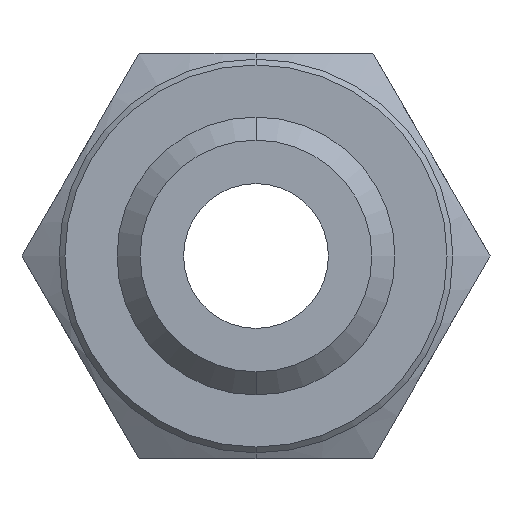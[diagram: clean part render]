
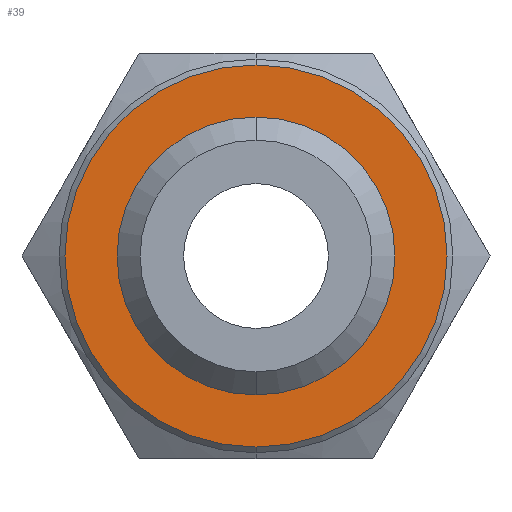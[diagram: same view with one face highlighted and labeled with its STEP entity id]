
A CAD part, front view. The second image highlights one B-rep face of the part: STEP entity #39.
In plain terms, the highlighted planar face has unit normal (0, -1, 0).
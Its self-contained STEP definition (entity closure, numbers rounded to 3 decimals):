
#28 = EDGE_CURVE ( 'NONE', #74, #410, #730, .T. ) ;
#39 = ADVANCED_FACE ( 'NONE', ( #753, #752 ), #763, .T. ) ;
#40 = EDGE_LOOP ( 'NONE', ( #42, #46 ) ) ;
#41 = EDGE_CURVE ( 'NONE', #410, #74, #780, .T. ) ;
#42 = ORIENTED_EDGE ( 'NONE', *, *, #129, .T. ) ;
#45 = EDGE_LOOP ( 'NONE', ( #47, #80 ) ) ;
#46 = ORIENTED_EDGE ( 'NONE', *, *, #333, .T. ) ;
#47 = ORIENTED_EDGE ( 'NONE', *, *, #28, .F. ) ;
#74 = VERTEX_POINT ( 'NONE', #797 ) ;
#80 = ORIENTED_EDGE ( 'NONE', *, *, #41, .F. ) ;
#129 = EDGE_CURVE ( 'NONE', #334, #329, #933, .T. ) ;
#278 = CIRCLE ( 'NONE', #298, 6.6 ) ;
#280 = DIRECTION ( 'NONE',  ( 0., -1., 0. ) ) ;
#281 = CARTESIAN_POINT ( 'NONE',  ( 0., 6., 0. ) ) ;
#293 = CARTESIAN_POINT ( 'NONE',  ( 0., 6., 6.6 ) ) ;
#294 = DIRECTION ( 'NONE',  ( 0., 0., -1. ) ) ;
#298 = AXIS2_PLACEMENT_3D ( 'NONE', #281, #280, #294 ) ;
#303 = CARTESIAN_POINT ( 'NONE',  ( 0., 6., -6.6 ) ) ;
#329 = VERTEX_POINT ( 'NONE', #303 ) ;
#333 = EDGE_CURVE ( 'NONE', #329, #334, #278, .T. ) ;
#334 = VERTEX_POINT ( 'NONE', #293 ) ;
#410 = VERTEX_POINT ( 'NONE', #672 ) ;
#586 = DIRECTION ( 'NONE',  ( 0., 0., -1. ) ) ;
#672 = CARTESIAN_POINT ( 'NONE',  ( 0., 6., 4.8 ) ) ;
#730 = CIRCLE ( 'NONE', #739, 4.8 ) ;
#734 = DIRECTION ( 'NONE',  ( 0., 0., -1. ) ) ;
#735 = CARTESIAN_POINT ( 'NONE',  ( 0., 6., 0. ) ) ;
#739 = AXIS2_PLACEMENT_3D ( 'NONE', #735, #745, #734 ) ;
#745 = DIRECTION ( 'NONE',  ( 0., -1., 0. ) ) ;
#752 = FACE_BOUND ( 'NONE', #45, .T. ) ;
#753 = FACE_OUTER_BOUND ( 'NONE', #40, .T. ) ;
#760 = CARTESIAN_POINT ( 'NONE',  ( 6.6, 6., 0. ) ) ;
#761 = AXIS2_PLACEMENT_3D ( 'NONE', #760, #762, #586 ) ;
#762 = DIRECTION ( 'NONE',  ( 0., -1., 0. ) ) ;
#763 = PLANE ( 'NONE',  #761 ) ;
#780 = CIRCLE ( 'NONE', #794, 4.8 ) ;
#791 = DIRECTION ( 'NONE',  ( 0., 0., -1. ) ) ;
#792 = DIRECTION ( 'NONE',  ( 0., -1., 0. ) ) ;
#793 = CARTESIAN_POINT ( 'NONE',  ( 0., 6., 0. ) ) ;
#794 = AXIS2_PLACEMENT_3D ( 'NONE', #793, #792, #791 ) ;
#797 = CARTESIAN_POINT ( 'NONE',  ( 0., 6., -4.8 ) ) ;
#898 = DIRECTION ( 'NONE',  ( 0., 0., -1. ) ) ;
#899 = AXIS2_PLACEMENT_3D ( 'NONE', #932, #980, #898 ) ;
#932 = CARTESIAN_POINT ( 'NONE',  ( 0., 6., 0. ) ) ;
#933 = CIRCLE ( 'NONE', #899, 6.6 ) ;
#980 = DIRECTION ( 'NONE',  ( 0., -1., 0. ) ) ;
